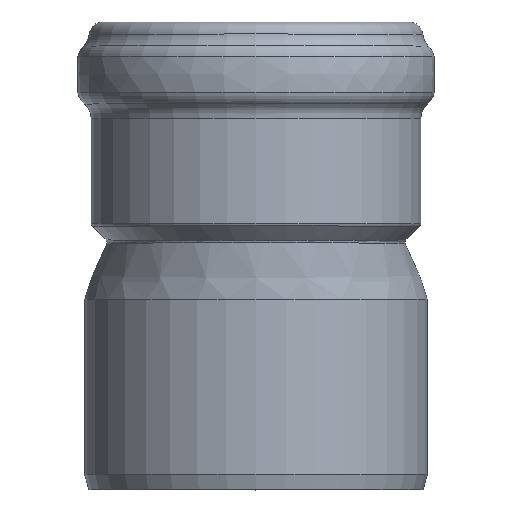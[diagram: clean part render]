
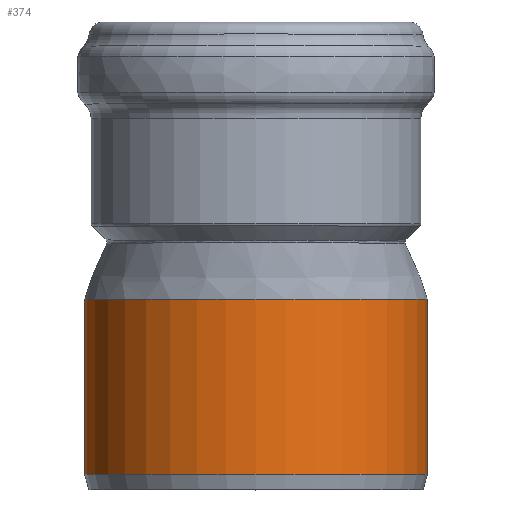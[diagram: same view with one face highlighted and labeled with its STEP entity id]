
A CAD part, top view. The second image highlights one B-rep face of the part: STEP entity #374.
In plain terms, the highlighted cylindrical face has radius 45 mm (diameter 90 mm), a full revolution.
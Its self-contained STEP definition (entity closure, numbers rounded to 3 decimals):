
#23=CYLINDRICAL_SURFACE('',#433,45.);
#60=FACE_BOUND('',#148,.T.);
#95=FACE_OUTER_BOUND('',#147,.T.);
#147=EDGE_LOOP('',(#335,#336));
#148=EDGE_LOOP('',(#337));
#160=CIRCLE('',#381,45.);
#161=CIRCLE('',#382,45.);
#190=CIRCLE('',#434,45.);
#195=VERTEX_POINT('',#891);
#196=VERTEX_POINT('',#900);
#225=VERTEX_POINT('',#1312);
#232=EDGE_CURVE('',#196,#195,#160,.T.);
#233=EDGE_CURVE('',#195,#196,#161,.T.);
#264=EDGE_CURVE('',#225,#225,#190,.T.);
#335=ORIENTED_EDGE('',*,*,#233,.T.);
#336=ORIENTED_EDGE('',*,*,#232,.T.);
#337=ORIENTED_EDGE('',*,*,#264,.F.);
#374=ADVANCED_FACE('',(#95,#60),#23,.T.);
#381=AXIS2_PLACEMENT_3D('',#901,#444,#445);
#382=AXIS2_PLACEMENT_3D('',#902,#446,#447);
#433=AXIS2_PLACEMENT_3D('',#1311,#548,#549);
#434=AXIS2_PLACEMENT_3D('',#1313,#550,#551);
#444=DIRECTION('center_axis',(0.,-1.,0.));
#445=DIRECTION('ref_axis',(1.,0.,0.));
#446=DIRECTION('center_axis',(0.,-1.,0.));
#447=DIRECTION('ref_axis',(1.,0.,0.));
#548=DIRECTION('center_axis',(0.,-1.,0.));
#549=DIRECTION('ref_axis',(1.,0.,0.));
#550=DIRECTION('center_axis',(0.,-1.,0.));
#551=DIRECTION('ref_axis',(1.,0.,0.));
#891=CARTESIAN_POINT('',(0.,50.,-45.));
#900=CARTESIAN_POINT('',(0.,50.,45.));
#901=CARTESIAN_POINT('Origin',(0.,50.,0.));
#902=CARTESIAN_POINT('Origin',(0.,50.,0.));
#1311=CARTESIAN_POINT('Origin',(0.,27.,0.));
#1312=CARTESIAN_POINT('',(45.,4.,0.));
#1313=CARTESIAN_POINT('Origin',(0.,4.,0.));
